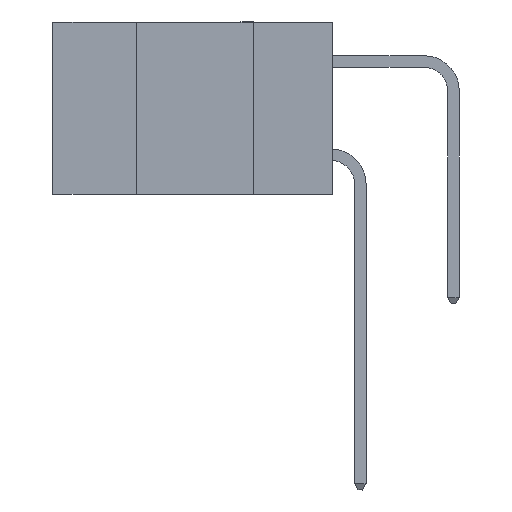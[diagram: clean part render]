
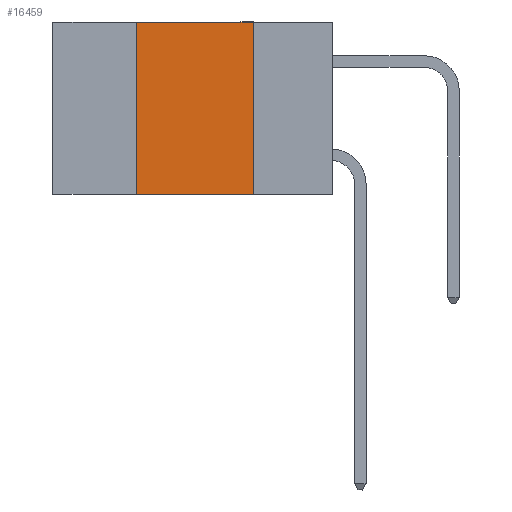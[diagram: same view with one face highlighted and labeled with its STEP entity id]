
A CAD part, left-side view. The second image highlights one B-rep face of the part: STEP entity #16459.
In plain terms, the highlighted planar face has unit normal (-1, 0, 0).
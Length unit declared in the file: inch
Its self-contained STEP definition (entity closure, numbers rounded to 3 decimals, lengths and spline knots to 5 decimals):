
#1218 = ORIENTED_EDGE ( 'NONE', *, *, #9359, .T. ) ;
#2012 = EDGE_LOOP ( 'NONE', ( #13422, #6665, #7031, #1218 ) ) ;
#2677 = LINE ( 'NONE', #9963, #22383 ) ;
#2772 = VECTOR ( 'NONE', #16576, 39.37008 ) ;
#3051 = CARTESIAN_POINT ( 'NONE',  ( 0., 0.17, 0. ) ) ;
#4607 = PLANE ( 'NONE',  #22843 ) ;
#5114 = VERTEX_POINT ( 'NONE', #13081 ) ;
#6044 = LINE ( 'NONE', #7232, #10803 ) ;
#6064 = LINE ( 'NONE', #24105, #20080 ) ;
#6392 = LINE ( 'NONE', #14823, #2772 ) ;
#6555 = CARTESIAN_POINT ( 'NONE',  ( 0., 0.6, 0. ) ) ;
#6585 = VERTEX_POINT ( 'NONE', #16311 ) ;
#6665 = ORIENTED_EDGE ( 'NONE', *, *, #13539, .F. ) ;
#7031 = ORIENTED_EDGE ( 'NONE', *, *, #20695, .F. ) ;
#7232 = CARTESIAN_POINT ( 'NONE',  ( 0., 0.42, 0. ) ) ;
#7915 = DIRECTION ( 'NONE',  ( 0., 0., 1. ) ) ;
#8244 = DIRECTION ( 'NONE',  ( 0., -1., 0. ) ) ;
#9359 = EDGE_CURVE ( 'NONE', #6585, #5114, #2677, .T. ) ;
#9963 = CARTESIAN_POINT ( 'NONE',  ( 0., 0.6, -0.37 ) ) ;
#10612 = DIRECTION ( 'NONE',  ( 0., 0., -1. ) ) ;
#10803 = VECTOR ( 'NONE', #7915, 39.37008 ) ;
#11721 = FACE_OUTER_BOUND ( 'NONE', #2012, .T. ) ;
#13081 = CARTESIAN_POINT ( 'NONE',  ( 0., 0.17, -0.37 ) ) ;
#13422 = ORIENTED_EDGE ( 'NONE', *, *, #20439, .F. ) ;
#13539 = EDGE_CURVE ( 'NONE', #18980, #15997, #6392, .T. ) ;
#14823 = CARTESIAN_POINT ( 'NONE',  ( 0., 0.6, 0. ) ) ;
#15223 = CARTESIAN_POINT ( 'NONE',  ( 0., 0.42, 0. ) ) ;
#15997 = VERTEX_POINT ( 'NONE', #3051 ) ;
#16311 = CARTESIAN_POINT ( 'NONE',  ( 0., 0.42, -0.37 ) ) ;
#16459 = ADVANCED_FACE ( 'NONE', ( #11721 ), #4607, .F. ) ;
#16576 = DIRECTION ( 'NONE',  ( 0., -1., 0. ) ) ;
#18980 = VERTEX_POINT ( 'NONE', #15223 ) ;
#20080 = VECTOR ( 'NONE', #10612, 39.37008 ) ;
#20439 = EDGE_CURVE ( 'NONE', #15997, #5114, #6064, .T. ) ;
#20695 = EDGE_CURVE ( 'NONE', #6585, #18980, #6044, .T. ) ;
#22383 = VECTOR ( 'NONE', #8244, 39.37008 ) ;
#22843 = AXIS2_PLACEMENT_3D ( 'NONE', #6555, #23883, #23804 ) ;
#23804 = DIRECTION ( 'NONE',  ( 0., 0., -1. ) ) ;
#23883 = DIRECTION ( 'NONE',  ( 1., 0., 0. ) ) ;
#24105 = CARTESIAN_POINT ( 'NONE',  ( 0., 0.17, 0. ) ) ;
